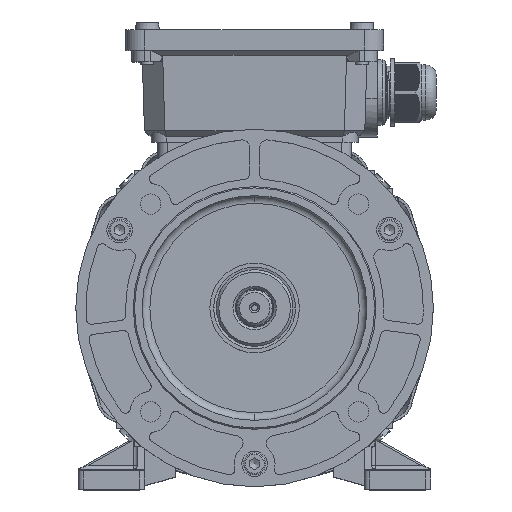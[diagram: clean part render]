
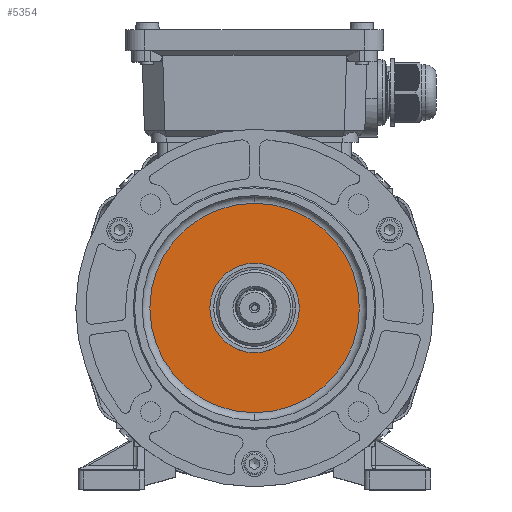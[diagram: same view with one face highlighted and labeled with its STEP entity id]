
A CAD part, top view. The second image highlights one B-rep face of the part: STEP entity #5354.
In plain terms, the highlighted planar face has unit normal (0, 0, 1).
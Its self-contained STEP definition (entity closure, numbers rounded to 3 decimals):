
#1566=PLANE('',#70544);
#3066=FACE_BOUND('',#13969,.T.);
#3067=FACE_BOUND('',#13970,.T.);
#5354=ADVANCED_FACE('',(#3066,#3067),#1566,.F.);
#13969=EDGE_LOOP('',(#34811,#34812));
#13970=EDGE_LOOP('',(#34813,#34814));
#34811=ORIENTED_EDGE('',*,*,#58577,.F.);
#34812=ORIENTED_EDGE('',*,*,#58738,.F.);
#34813=ORIENTED_EDGE('',*,*,#58737,.T.);
#34814=ORIENTED_EDGE('',*,*,#58581,.T.);
#51076=VERTEX_POINT('',#106018);
#51077=VERTEX_POINT('',#106019);
#51080=VERTEX_POINT('',#106027);
#51081=VERTEX_POINT('',#106028);
#58577=EDGE_CURVE('',#51076,#51077,#66287,.T.);
#58581=EDGE_CURVE('',#51080,#51081,#66289,.T.);
#58737=EDGE_CURVE('',#51081,#51080,#66403,.T.);
#58738=EDGE_CURVE('',#51077,#51076,#66404,.T.);
#66287=CIRCLE('',#70402,17.5);
#66289=CIRCLE('',#70405,41.);
#66403=CIRCLE('',#70541,41.);
#66404=CIRCLE('',#70543,17.5);
#70402=AXIS2_PLACEMENT_3D('',#106017,#80462,#80463);
#70405=AXIS2_PLACEMENT_3D('',#106026,#80470,#80471);
#70541=AXIS2_PLACEMENT_3D('',#106431,#80766,#80767);
#70543=AXIS2_PLACEMENT_3D('',#106433,#80770,#80771);
#70544=AXIS2_PLACEMENT_3D('',#106434,#80772,#80773);
#80462=DIRECTION('',(0.,0.,1.));
#80463=DIRECTION('',(0.,-1.,0.));
#80470=DIRECTION('',(0.,0.,1.));
#80471=DIRECTION('',(0.,-1.,0.));
#80766=DIRECTION('',(0.,0.,1.));
#80767=DIRECTION('',(0.,-1.,0.));
#80770=DIRECTION('',(0.,0.,1.));
#80771=DIRECTION('',(0.,-1.,0.));
#80772=DIRECTION('',(0.,0.,-1.));
#80773=DIRECTION('',(0.,-1.,0.));
#106017=CARTESIAN_POINT('',(-192.4,1.4,85.5));
#106018=CARTESIAN_POINT('',(-192.4,-16.1,85.5));
#106019=CARTESIAN_POINT('',(-192.4,18.9,85.5));
#106026=CARTESIAN_POINT('',(-192.4,1.4,85.5));
#106027=CARTESIAN_POINT('',(-192.4,42.4,85.5));
#106028=CARTESIAN_POINT('',(-192.4,-39.6,85.5));
#106431=CARTESIAN_POINT('',(-192.4,1.4,85.5));
#106433=CARTESIAN_POINT('',(-192.4,1.4,85.5));
#106434=CARTESIAN_POINT('',(-192.4,42.4,85.5));
